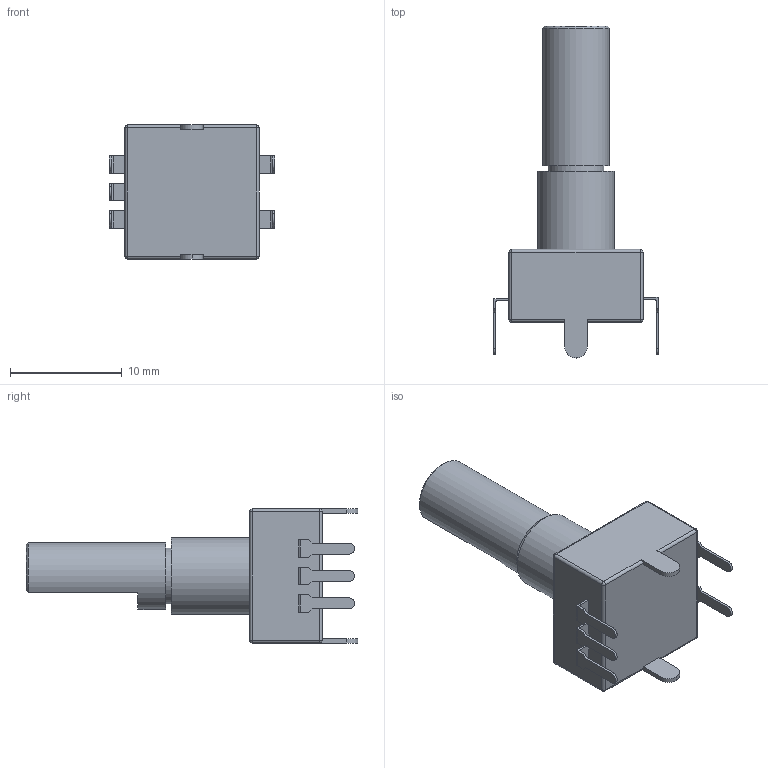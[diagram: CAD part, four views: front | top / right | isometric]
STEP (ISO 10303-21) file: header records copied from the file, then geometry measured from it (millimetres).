
FILE_DESCRIPTION(/* description */ (''),/* implementation_level */ '2;1');
FILE_NAME(/* name */ 'Rotary Encoder.step',/* time_stamp */ '2019-05-09T17:08:02+02:00',/* author */ (''),/* organization */ (''),/* preprocessor_version */ 'ST-DEVELOPER v18',/* originating_system */ 'Autodesk Translation Framework v8.2.0.1029',/* authorisation */ '');
FILE_SCHEMA (('AUTOMOTIVE_DESIGN { 1 0 10303 214 3 1 1 }'));
Length unit declared in the file: millimetre
Products named in the file (1): (Unsaved)
Bounding box: 14.8 x 29.7 x 12 mm (x, y, z)
Volume: 1514.9 mm3; surface area: 1139.8 mm2
Topology: 2 solids, 2 shells, 113 faces, 280 edges, 178 vertices
Faces by surface type: plane 69, cylinder 35, sphere 8, cone 1
Full cylindrical faces by diameter (mm): 5 x1, 6 x1, 6.884 x1
Entity records: 3353 total; most frequent: DIRECTION 579, CARTESIAN_POINT 578, ORIENTED_EDGE 560, EDGE_CURVE 280, LINE 205, VECTOR 205, AXIS2_PLACEMENT_3D 187, VERTEX_POINT 178
